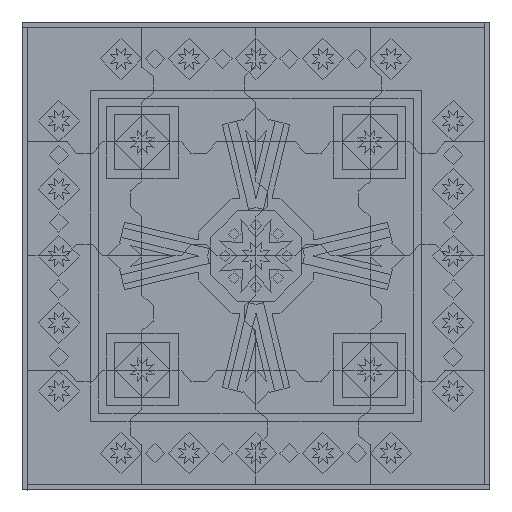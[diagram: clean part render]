
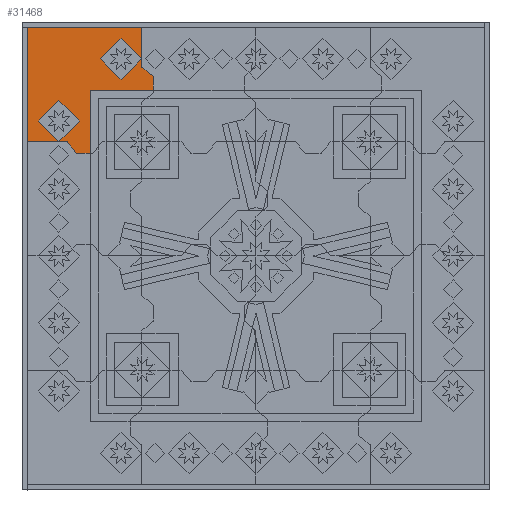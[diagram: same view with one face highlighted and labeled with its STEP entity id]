
A CAD part, top view. The second image highlights one B-rep face of the part: STEP entity #31468.
In plain terms, the highlighted planar face has unit normal (0, 0, 1).
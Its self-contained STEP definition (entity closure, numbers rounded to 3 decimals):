
#1780=FACE_OUTER_BOUND('',#3413,.T.);
#3413=EDGE_LOOP('',(#28020,#28021,#28022,#28023,#28024,#28025,#28026,#28027,
#28028,#28029,#28030,#28031,#28032,#28033,#28034,#28035,#28036,#28037,#28038,
#28039,#28040,#28041));
#7483=LINE('',#49221,#11863);
#7487=LINE('',#49229,#11867);
#7491=LINE('',#49236,#11871);
#7494=LINE('',#49242,#11874);
#7591=LINE('',#49441,#11971);
#7595=LINE('',#49449,#11975);
#7613=LINE('',#49485,#11993);
#7616=LINE('',#49490,#11996);
#7627=LINE('',#49514,#12007);
#7631=LINE('',#49522,#12011);
#7649=LINE('',#49558,#12029);
#7652=LINE('',#49563,#12032);
#7654=LINE('',#49569,#12034);
#7658=LINE('',#49577,#12038);
#7687=LINE('',#49633,#12067);
#7688=LINE('',#49634,#12068);
#7690=LINE('',#49638,#12070);
#7691=LINE('',#49640,#12071);
#7694=LINE('',#49646,#12074);
#7697=LINE('',#49650,#12077);
#7699=LINE('',#49655,#12079);
#7702=LINE('',#49659,#12082);
#11863=VECTOR('',#40364,10.);
#11867=VECTOR('',#40370,10.);
#11871=VECTOR('',#40376,10.);
#11874=VECTOR('',#40381,10.);
#11971=VECTOR('',#40536,10.);
#11975=VECTOR('',#40542,10.);
#11993=VECTOR('',#40578,10.);
#11996=VECTOR('',#40583,10.);
#12007=VECTOR('',#40604,10.);
#12011=VECTOR('',#40610,10.);
#12029=VECTOR('',#40646,10.);
#12032=VECTOR('',#40651,10.);
#12034=VECTOR('',#40657,10.);
#12038=VECTOR('',#40663,10.);
#12067=VECTOR('',#40710,10.);
#12068=VECTOR('',#40711,10.);
#12070=VECTOR('',#40715,10.);
#12071=VECTOR('',#40716,10.);
#12074=VECTOR('',#40721,10.);
#12077=VECTOR('',#40726,10.);
#12079=VECTOR('',#40730,10.);
#12082=VECTOR('',#40735,10.);
#14898=VERTEX_POINT('',#49217);
#14900=VERTEX_POINT('',#49220);
#14903=VERTEX_POINT('',#49228);
#14905=VERTEX_POINT('',#49234);
#14907=VERTEX_POINT('',#49240);
#14979=VERTEX_POINT('',#49439);
#14980=VERTEX_POINT('',#49440);
#14983=VERTEX_POINT('',#49448);
#14992=VERTEX_POINT('',#49484);
#15000=VERTEX_POINT('',#49512);
#15001=VERTEX_POINT('',#49513);
#15004=VERTEX_POINT('',#49521);
#15013=VERTEX_POINT('',#49557);
#15015=VERTEX_POINT('',#49567);
#15016=VERTEX_POINT('',#49568);
#15019=VERTEX_POINT('',#49576);
#15037=VERTEX_POINT('',#49631);
#15039=VERTEX_POINT('',#49639);
#15041=VERTEX_POINT('',#49645);
#15043=VERTEX_POINT('',#49654);
#19180=EDGE_CURVE('',#14898,#14900,#7483,.T.);
#19184=EDGE_CURVE('',#14900,#14903,#7487,.T.);
#19188=EDGE_CURVE('',#14898,#14905,#7491,.T.);
#19191=EDGE_CURVE('',#14907,#14905,#7494,.T.);
#19288=EDGE_CURVE('',#14979,#14980,#7591,.T.);
#19292=EDGE_CURVE('',#14983,#14979,#7595,.T.);
#19310=EDGE_CURVE('',#14980,#14992,#7613,.T.);
#19313=EDGE_CURVE('',#14992,#14983,#7616,.T.);
#19324=EDGE_CURVE('',#15000,#15001,#7627,.T.);
#19328=EDGE_CURVE('',#15004,#15000,#7631,.T.);
#19346=EDGE_CURVE('',#15001,#15013,#7649,.T.);
#19349=EDGE_CURVE('',#15013,#15004,#7652,.T.);
#19351=EDGE_CURVE('',#15015,#15016,#7654,.T.);
#19355=EDGE_CURVE('',#15016,#15019,#7658,.T.);
#19384=EDGE_CURVE('',#14992,#15037,#7687,.T.);
#19385=EDGE_CURVE('',#14992,#14907,#7688,.T.);
#19387=EDGE_CURVE('',#15001,#14903,#7690,.T.);
#19388=EDGE_CURVE('',#15039,#15001,#7691,.T.);
#19391=EDGE_CURVE('',#15041,#15039,#7694,.T.);
#19394=EDGE_CURVE('',#15019,#15041,#7697,.T.);
#19396=EDGE_CURVE('',#15043,#15015,#7699,.T.);
#19399=EDGE_CURVE('',#15037,#15043,#7702,.T.);
#28020=ORIENTED_EDGE('',*,*,#19292,.T.);
#28021=ORIENTED_EDGE('',*,*,#19288,.T.);
#28022=ORIENTED_EDGE('',*,*,#19310,.T.);
#28023=ORIENTED_EDGE('',*,*,#19384,.T.);
#28024=ORIENTED_EDGE('',*,*,#19399,.T.);
#28025=ORIENTED_EDGE('',*,*,#19396,.T.);
#28026=ORIENTED_EDGE('',*,*,#19351,.T.);
#28027=ORIENTED_EDGE('',*,*,#19355,.T.);
#28028=ORIENTED_EDGE('',*,*,#19394,.T.);
#28029=ORIENTED_EDGE('',*,*,#19391,.T.);
#28030=ORIENTED_EDGE('',*,*,#19388,.T.);
#28031=ORIENTED_EDGE('',*,*,#19346,.T.);
#28032=ORIENTED_EDGE('',*,*,#19349,.T.);
#28033=ORIENTED_EDGE('',*,*,#19328,.T.);
#28034=ORIENTED_EDGE('',*,*,#19324,.T.);
#28035=ORIENTED_EDGE('',*,*,#19387,.T.);
#28036=ORIENTED_EDGE('',*,*,#19184,.F.);
#28037=ORIENTED_EDGE('',*,*,#19180,.F.);
#28038=ORIENTED_EDGE('',*,*,#19188,.T.);
#28039=ORIENTED_EDGE('',*,*,#19191,.F.);
#28040=ORIENTED_EDGE('',*,*,#19385,.F.);
#28041=ORIENTED_EDGE('',*,*,#19313,.T.);
#29885=PLANE('',#33316);
#31468=ADVANCED_FACE('',(#1780),#29885,.T.);
#33316=AXIS2_PLACEMENT_3D('',#49660,#40736,#40737);
#40364=DIRECTION('',(0.,1.,0.));
#40370=DIRECTION('',(1.,0.,0.));
#40376=DIRECTION('',(-1.,0.,0.));
#40381=DIRECTION('',(0.,1.,0.));
#40536=DIRECTION('',(0.707,-0.707,0.));
#40542=DIRECTION('',(0.707,0.707,0.));
#40578=DIRECTION('',(-0.707,-0.707,0.));
#40583=DIRECTION('',(-0.707,0.707,0.));
#40604=DIRECTION('',(0.707,-0.707,0.));
#40610=DIRECTION('',(0.707,0.707,0.));
#40646=DIRECTION('',(-0.707,-0.707,0.));
#40651=DIRECTION('',(-0.707,0.707,0.));
#40657=DIRECTION('',(0.,1.,0.));
#40663=DIRECTION('',(1.,0.,0.));
#40710=DIRECTION('',(1.,0.,0.));
#40711=DIRECTION('',(-1.,0.,0.));
#40715=DIRECTION('',(0.,1.,0.));
#40716=DIRECTION('',(0.,1.,0.));
#40721=DIRECTION('',(-0.774,0.633,0.));
#40726=DIRECTION('',(0.,1.,0.));
#40730=DIRECTION('',(1.,0.,0.));
#40735=DIRECTION('',(0.633,-0.774,0.));
#40736=DIRECTION('center_axis',(0.,0.,1.));
#40737=DIRECTION('ref_axis',(1.,0.,0.));
#49217=CARTESIAN_POINT('',(66.961,-66.961,8.));
#49220=CARTESIAN_POINT('',(66.961,-61.961,8.));
#49221=CARTESIAN_POINT('',(66.961,-66.961,8.));
#49228=CARTESIAN_POINT('',(316.961,-61.961,8.));
#49229=CARTESIAN_POINT('',(66.961,-61.961,8.));
#49234=CARTESIAN_POINT('',(61.961,-66.961,8.));
#49236=CARTESIAN_POINT('',(66.961,-66.961,8.));
#49240=CARTESIAN_POINT('',(61.961,-316.961,8.));
#49242=CARTESIAN_POINT('',(61.961,-316.961,8.));
#49439=CARTESIAN_POINT('',(135.565,-226.263,8.));
#49440=CARTESIAN_POINT('',(180.914,-271.612,8.));
#49441=CARTESIAN_POINT('',(135.565,-226.263,8.));
#49448=CARTESIAN_POINT('',(90.217,-271.612,8.));
#49449=CARTESIAN_POINT('',(90.217,-271.612,8.));
#49484=CARTESIAN_POINT('',(135.565,-316.961,8.));
#49485=CARTESIAN_POINT('',(180.914,-271.612,8.));
#49490=CARTESIAN_POINT('',(135.565,-316.961,8.));
#49512=CARTESIAN_POINT('',(271.612,-90.217,8.));
#49513=CARTESIAN_POINT('',(316.961,-135.565,8.));
#49514=CARTESIAN_POINT('',(271.612,-90.217,8.));
#49521=CARTESIAN_POINT('',(226.263,-135.565,8.));
#49522=CARTESIAN_POINT('',(226.263,-135.565,8.));
#49557=CARTESIAN_POINT('',(271.612,-180.914,8.));
#49558=CARTESIAN_POINT('',(316.961,-135.565,8.));
#49563=CARTESIAN_POINT('',(271.612,-180.914,8.));
#49567=CARTESIAN_POINT('',(204.17,-342.542,8.));
#49568=CARTESIAN_POINT('',(204.17,-204.17,8.));
#49569=CARTESIAN_POINT('',(204.17,-929.751,8.));
#49576=CARTESIAN_POINT('',(342.542,-204.17,8.));
#49577=CARTESIAN_POINT('',(204.17,-204.17,8.));
#49631=CARTESIAN_POINT('',(153.589,-316.961,8.));
#49633=CARTESIAN_POINT('',(66.961,-316.961,8.));
#49634=CARTESIAN_POINT('',(66.961,-316.961,8.));
#49638=CARTESIAN_POINT('',(316.961,-153.589,8.));
#49639=CARTESIAN_POINT('',(316.961,-153.589,8.));
#49640=CARTESIAN_POINT('',(316.961,-153.589,8.));
#49645=CARTESIAN_POINT('',(342.542,-174.519,8.));
#49646=CARTESIAN_POINT('',(342.542,-174.519,8.));
#49650=CARTESIAN_POINT('',(342.542,-209.403,8.));
#49654=CARTESIAN_POINT('',(174.519,-342.542,8.));
#49655=CARTESIAN_POINT('',(174.519,-342.542,8.));
#49659=CARTESIAN_POINT('',(153.589,-316.961,8.));
#49660=CARTESIAN_POINT('Origin',(204.751,-204.751,8.));
